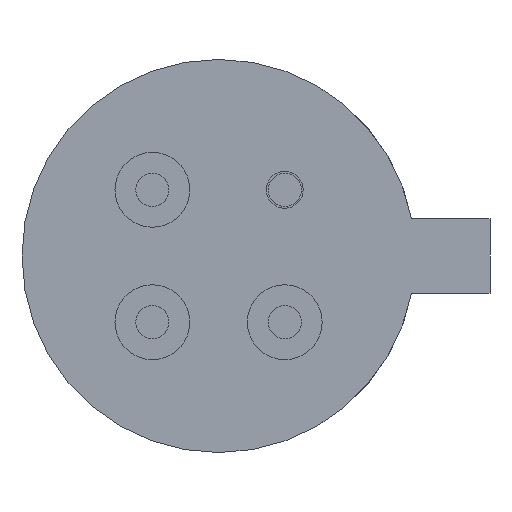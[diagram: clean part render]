
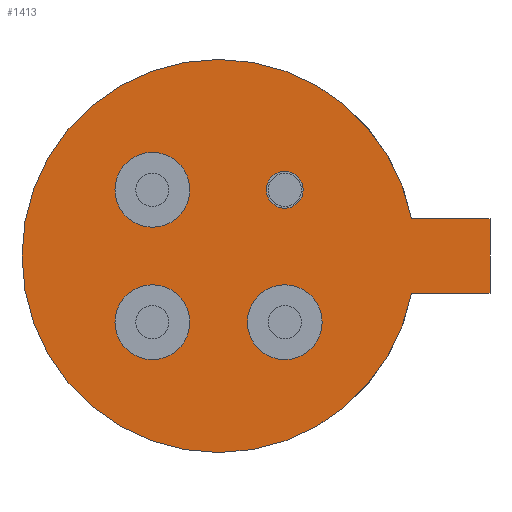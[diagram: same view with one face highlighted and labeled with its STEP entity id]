
A CAD part, front view. The second image highlights one B-rep face of the part: STEP entity #1413.
In plain terms, the highlighted planar face has unit normal (0, -1, 0).
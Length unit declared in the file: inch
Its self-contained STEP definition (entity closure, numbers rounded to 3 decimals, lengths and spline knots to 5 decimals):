
#11 = FACE_OUTER_BOUND ( 'NONE', #1470, .T. ) ;
#32 = DIRECTION ( 'NONE',  ( 0., -1., 0. ) ) ;
#77 = DIRECTION ( 'NONE',  ( 0., 0., -1. ) ) ;
#92 = VERTEX_POINT ( 'NONE', #298 ) ;
#105 = EDGE_LOOP ( 'NONE', ( #437, #1615 ) ) ;
#113 = FACE_BOUND ( 'NONE', #550, .T. ) ;
#139 = CIRCLE ( 'NONE', #1003, 0.00984 ) ;
#145 = CARTESIAN_POINT ( 'NONE',  ( 0., 0., 0. ) ) ;
#179 = EDGE_CURVE ( 'NONE', #425, #532, #716, .T. ) ;
#181 = DIRECTION ( 'NONE',  ( 0., 0., 1. ) ) ;
#224 = CIRCLE ( 'NONE', #355, 0.105 ) ;
#230 = CIRCLE ( 'NONE', #1118, 0.02 ) ;
#267 = VERTEX_POINT ( 'NONE', #662 ) ;
#298 = CARTESIAN_POINT ( 'NONE',  ( 0.10308, 0., -0.02 ) ) ;
#309 = FACE_BOUND ( 'NONE', #698, .T. ) ;
#339 = EDGE_CURVE ( 'NONE', #1321, #360, #1784, .T. ) ;
#355 = AXIS2_PLACEMENT_3D ( 'NONE', #1056, #1886, #574 ) ;
#360 = VERTEX_POINT ( 'NONE', #500 ) ;
#363 = CARTESIAN_POINT ( 'NONE',  ( -0.03536, 0., -0.03536 ) ) ;
#366 = CIRCLE ( 'NONE', #1273, 0.02 ) ;
#399 = FACE_BOUND ( 'NONE', #105, .T. ) ;
#417 = DIRECTION ( 'NONE',  ( 1., 0., 0. ) ) ;
#419 = LINE ( 'NONE', #1599, #661 ) ;
#421 = LINE ( 'NONE', #1112, #687 ) ;
#425 = VERTEX_POINT ( 'NONE', #690 ) ;
#437 = ORIENTED_EDGE ( 'NONE', *, *, #573, .F. ) ;
#455 = DIRECTION ( 'NONE',  ( 0., 0., -1. ) ) ;
#460 = AXIS2_PLACEMENT_3D ( 'NONE', #1090, #1380, #181 ) ;
#471 = DIRECTION ( 'NONE',  ( 0., -1., 0. ) ) ;
#478 = DIRECTION ( 'NONE',  ( 0., 0., -1. ) ) ;
#479 = EDGE_CURVE ( 'NONE', #554, #1299, #366, .T. ) ;
#487 = DIRECTION ( 'NONE',  ( 0., -1., 0. ) ) ;
#489 = VECTOR ( 'NONE', #1896, 39.37008 ) ;
#500 = CARTESIAN_POINT ( 'NONE',  ( -0.03536, 0., -0.05536 ) ) ;
#527 = DIRECTION ( 'NONE',  ( 0., -1., 0. ) ) ;
#532 = VERTEX_POINT ( 'NONE', #1184 ) ;
#550 = EDGE_LOOP ( 'NONE', ( #1546, #721 ) ) ;
#554 = VERTEX_POINT ( 'NONE', #1660 ) ;
#573 = EDGE_CURVE ( 'NONE', #360, #1321, #230, .T. ) ;
#574 = DIRECTION ( 'NONE',  ( 0., 0., 1. ) ) ;
#590 = CIRCLE ( 'NONE', #460, 0.105 ) ;
#654 = CARTESIAN_POINT ( 'NONE',  ( 0.03536, 0., 0.03536 ) ) ;
#655 = LINE ( 'NONE', #870, #489 ) ;
#661 = VECTOR ( 'NONE', #417, 39.37008 ) ;
#662 = CARTESIAN_POINT ( 'NONE',  ( 0.03536, 0., 0.02551 ) ) ;
#687 = VECTOR ( 'NONE', #1834, 39.37008 ) ;
#690 = CARTESIAN_POINT ( 'NONE',  ( 0.03536, 0., -0.01536 ) ) ;
#698 = EDGE_LOOP ( 'NONE', ( #1428, #1700 ) ) ;
#706 = EDGE_CURVE ( 'NONE', #532, #425, #1300, .T. ) ;
#716 = CIRCLE ( 'NONE', #1699, 0.02 ) ;
#721 = ORIENTED_EDGE ( 'NONE', *, *, #479, .F. ) ;
#761 = VERTEX_POINT ( 'NONE', #1140 ) ;
#768 = ORIENTED_EDGE ( 'NONE', *, *, #1829, .F. ) ;
#804 = CARTESIAN_POINT ( 'NONE',  ( 0.03536, 0., 0.0452 ) ) ;
#807 = AXIS2_PLACEMENT_3D ( 'NONE', #654, #809, #1279 ) ;
#809 = DIRECTION ( 'NONE',  ( 0., -1., 0. ) ) ;
#838 = EDGE_CURVE ( 'NONE', #1757, #92, #655, .T. ) ;
#860 = ORIENTED_EDGE ( 'NONE', *, *, #1368, .F. ) ;
#865 = CARTESIAN_POINT ( 'NONE',  ( -0.03536, 0., 0.03536 ) ) ;
#870 = CARTESIAN_POINT ( 'NONE',  ( 0.145, 0., -0.02 ) ) ;
#888 = DIRECTION ( 'NONE',  ( 0., 0., -1. ) ) ;
#889 = DIRECTION ( 'NONE',  ( 0., 1., 0. ) ) ;
#935 = CARTESIAN_POINT ( 'NONE',  ( 0.03536, 0., -0.03536 ) ) ;
#948 = DIRECTION ( 'NONE',  ( 0., 0., -1. ) ) ;
#1003 = AXIS2_PLACEMENT_3D ( 'NONE', #1528, #487, #948 ) ;
#1008 = ORIENTED_EDGE ( 'NONE', *, *, #838, .F. ) ;
#1023 = DIRECTION ( 'NONE',  ( 0., 0., 1. ) ) ;
#1037 = FACE_BOUND ( 'NONE', #1651, .T. ) ;
#1043 = CARTESIAN_POINT ( 'NONE',  ( 0., 0., 0. ) ) ;
#1056 = CARTESIAN_POINT ( 'NONE',  ( 0., 0., 0. ) ) ;
#1065 = CARTESIAN_POINT ( 'NONE',  ( -0.03536, 0., -0.03536 ) ) ;
#1073 = CARTESIAN_POINT ( 'NONE',  ( 0., 0., -0.105 ) ) ;
#1088 = EDGE_CURVE ( 'NONE', #1600, #761, #590, .T. ) ;
#1089 = CARTESIAN_POINT ( 'NONE',  ( 0.03536, 0., -0.03536 ) ) ;
#1090 = CARTESIAN_POINT ( 'NONE',  ( 0., 0., 0. ) ) ;
#1112 = CARTESIAN_POINT ( 'NONE',  ( 0.145, 0., 0.02 ) ) ;
#1118 = AXIS2_PLACEMENT_3D ( 'NONE', #1065, #32, #455 ) ;
#1137 = ORIENTED_EDGE ( 'NONE', *, *, #1371, .F. ) ;
#1140 = CARTESIAN_POINT ( 'NONE',  ( 0., 0., 0.105 ) ) ;
#1142 = AXIS2_PLACEMENT_3D ( 'NONE', #935, #527, #1838 ) ;
#1144 = VERTEX_POINT ( 'NONE', #1801 ) ;
#1149 = EDGE_CURVE ( 'NONE', #1680, #267, #1462, .T. ) ;
#1151 = DIRECTION ( 'NONE',  ( 0., 0., -1. ) ) ;
#1174 = AXIS2_PLACEMENT_3D ( 'NONE', #363, #1400, #1151 ) ;
#1177 = EDGE_CURVE ( 'NONE', #1144, #1757, #421, .T. ) ;
#1184 = CARTESIAN_POINT ( 'NONE',  ( 0.03536, 0., -0.05536 ) ) ;
#1187 = ORIENTED_EDGE ( 'NONE', *, *, #706, .F. ) ;
#1251 = AXIS2_PLACEMENT_3D ( 'NONE', #1043, #889, #1023 ) ;
#1264 = DIRECTION ( 'NONE',  ( 0., -1., 0. ) ) ;
#1273 = AXIS2_PLACEMENT_3D ( 'NONE', #1888, #1477, #888 ) ;
#1279 = DIRECTION ( 'NONE',  ( 0., 0., -1. ) ) ;
#1299 = VERTEX_POINT ( 'NONE', #1734 ) ;
#1300 = CIRCLE ( 'NONE', #1142, 0.02 ) ;
#1321 = VERTEX_POINT ( 'NONE', #1864 ) ;
#1368 = EDGE_CURVE ( 'NONE', #92, #1600, #1701, .T. ) ;
#1371 = EDGE_CURVE ( 'NONE', #1786, #1144, #419, .T. ) ;
#1380 = DIRECTION ( 'NONE',  ( 0., 1., 0. ) ) ;
#1382 = AXIS2_PLACEMENT_3D ( 'NONE', #145, #1749, #1468 ) ;
#1400 = DIRECTION ( 'NONE',  ( 0., -1., 0. ) ) ;
#1413 = ADVANCED_FACE ( 'NONE', ( #399, #1037, #309, #113, #11 ), #1761, .F. ) ;
#1428 = ORIENTED_EDGE ( 'NONE', *, *, #1604, .F. ) ;
#1455 = ORIENTED_EDGE ( 'NONE', *, *, #179, .F. ) ;
#1462 = CIRCLE ( 'NONE', #807, 0.00984 ) ;
#1468 = DIRECTION ( 'NONE',  ( 0., 0., 1. ) ) ;
#1470 = EDGE_LOOP ( 'NONE', ( #860, #1008, #1839, #1137, #768, #1584 ) ) ;
#1477 = DIRECTION ( 'NONE',  ( 0., -1., 0. ) ) ;
#1487 = AXIS2_PLACEMENT_3D ( 'NONE', #865, #1264, #77 ) ;
#1528 = CARTESIAN_POINT ( 'NONE',  ( 0.03536, 0., 0.03536 ) ) ;
#1546 = ORIENTED_EDGE ( 'NONE', *, *, #1769, .F. ) ;
#1560 = CARTESIAN_POINT ( 'NONE',  ( 0.10308, 0., 0.02 ) ) ;
#1584 = ORIENTED_EDGE ( 'NONE', *, *, #1088, .F. ) ;
#1599 = CARTESIAN_POINT ( 'NONE',  ( 0.10308, 0., 0.02 ) ) ;
#1600 = VERTEX_POINT ( 'NONE', #1073 ) ;
#1604 = EDGE_CURVE ( 'NONE', #267, #1680, #139, .T. ) ;
#1615 = ORIENTED_EDGE ( 'NONE', *, *, #339, .F. ) ;
#1651 = EDGE_LOOP ( 'NONE', ( #1187, #1455 ) ) ;
#1660 = CARTESIAN_POINT ( 'NONE',  ( -0.03536, 0., 0.05536 ) ) ;
#1680 = VERTEX_POINT ( 'NONE', #804 ) ;
#1699 = AXIS2_PLACEMENT_3D ( 'NONE', #1089, #471, #478 ) ;
#1700 = ORIENTED_EDGE ( 'NONE', *, *, #1149, .F. ) ;
#1701 = CIRCLE ( 'NONE', #1251, 0.105 ) ;
#1732 = CIRCLE ( 'NONE', #1487, 0.02 ) ;
#1734 = CARTESIAN_POINT ( 'NONE',  ( -0.03536, 0., 0.01536 ) ) ;
#1749 = DIRECTION ( 'NONE',  ( 0., 1., 0. ) ) ;
#1757 = VERTEX_POINT ( 'NONE', #1877 ) ;
#1761 = PLANE ( 'NONE',  #1382 ) ;
#1769 = EDGE_CURVE ( 'NONE', #1299, #554, #1732, .T. ) ;
#1784 = CIRCLE ( 'NONE', #1174, 0.02 ) ;
#1786 = VERTEX_POINT ( 'NONE', #1560 ) ;
#1801 = CARTESIAN_POINT ( 'NONE',  ( 0.145, 0., 0.02 ) ) ;
#1829 = EDGE_CURVE ( 'NONE', #761, #1786, #224, .T. ) ;
#1834 = DIRECTION ( 'NONE',  ( 0., 0., -1. ) ) ;
#1838 = DIRECTION ( 'NONE',  ( 0., 0., -1. ) ) ;
#1839 = ORIENTED_EDGE ( 'NONE', *, *, #1177, .F. ) ;
#1864 = CARTESIAN_POINT ( 'NONE',  ( -0.03536, 0., -0.01536 ) ) ;
#1877 = CARTESIAN_POINT ( 'NONE',  ( 0.145, 0., -0.02 ) ) ;
#1886 = DIRECTION ( 'NONE',  ( 0., 1., 0. ) ) ;
#1888 = CARTESIAN_POINT ( 'NONE',  ( -0.03536, 0., 0.03536 ) ) ;
#1896 = DIRECTION ( 'NONE',  ( -1., 0., 0. ) ) ;
